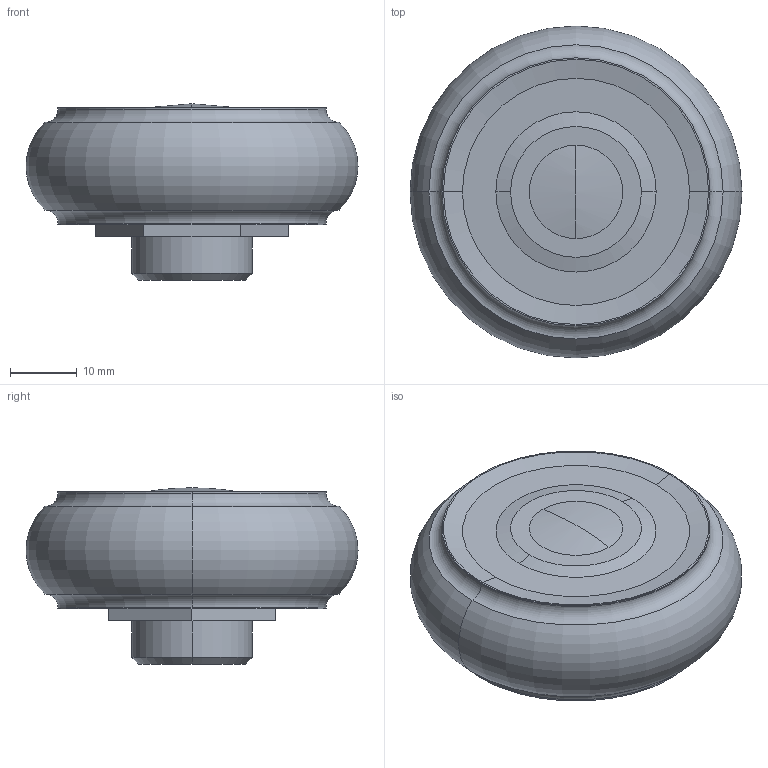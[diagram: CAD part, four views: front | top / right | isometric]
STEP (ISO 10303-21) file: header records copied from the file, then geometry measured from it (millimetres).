
FILE_DESCRIPTION (( 'STEP AP214' ), '1' );
FILE_NAME ('CRN63-Rollco.step', '2023-03-14T12:38:44', ( '' ), ( '' ), 'SwSTEP 2.0', 'SolidWorks 2010', '' );
FILE_SCHEMA (( 'AUTOMOTIVE_DESIGN' ));
Length unit declared in the file: millimetre
Products named in the file (1): CRN63-Rollco
Bounding box: 49.7 x 49.7 x 26.4 mm (x, y, z)
Volume: 30665.1 mm3; surface area: 6603 mm2
Topology: 1 solids, 1 shells, 41 faces, 86 edges, 52 vertices
Faces by surface type: plane 13, cone 12, torus 10, cylinder 4, sphere 2
Entity records: 1126 total; most frequent: DIRECTION 218, CARTESIAN_POINT 178, ORIENTED_EDGE 168, AXIS2_PLACEMENT_3D 92, EDGE_CURVE 84, VERTEX_POINT 52, CIRCLE 50, EDGE_LOOP 48
